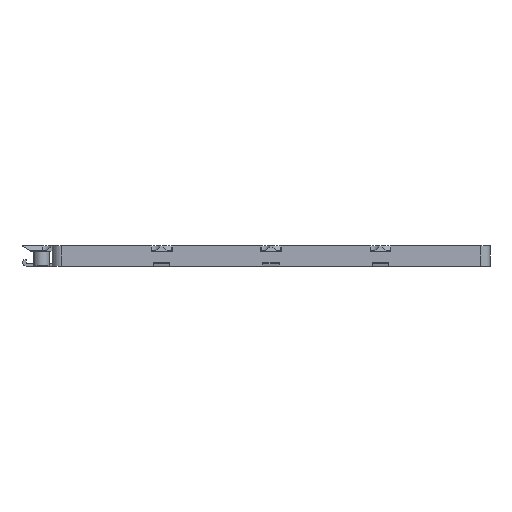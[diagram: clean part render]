
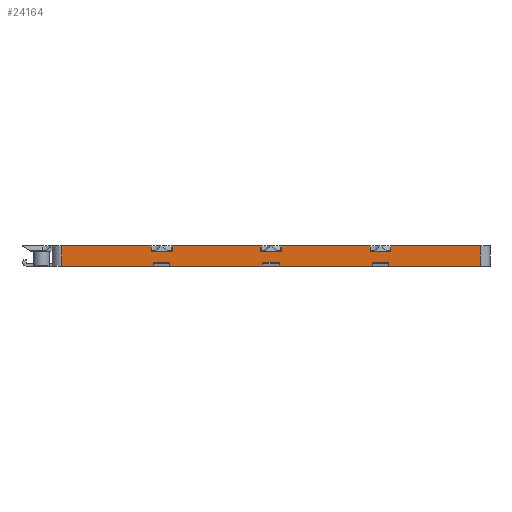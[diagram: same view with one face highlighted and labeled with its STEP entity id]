
A CAD part, left-side view. The second image highlights one B-rep face of the part: STEP entity #24164.
In plain terms, the highlighted planar face has unit normal (-1, 0, 0).
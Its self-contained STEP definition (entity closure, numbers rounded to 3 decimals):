
#700=FACE_OUTER_BOUND('',#2065,.T.);
#2065=EDGE_LOOP('',(#17033,#17034,#17035,#17036,#17037,#17038,#17039,#17040,
#17041,#17042,#17043,#17044,#17045,#17046,#17047,#17048,#17049,#17050,#17051,
#17052,#17053,#17054,#17055,#17056,#17057,#17058,#17059,#17060));
#3560=LINE('',#35152,#6342);
#3564=LINE('',#35160,#6346);
#3568=LINE('',#35168,#6350);
#3571=LINE('',#35173,#6353);
#3805=LINE('',#35769,#6587);
#3943=LINE('',#36066,#6725);
#3957=LINE('',#36099,#6739);
#3964=LINE('',#36114,#6746);
#3965=LINE('',#36117,#6747);
#3978=LINE('',#36146,#6760);
#3985=LINE('',#36161,#6767);
#3986=LINE('',#36164,#6768);
#3997=LINE('',#36185,#6779);
#3999=LINE('',#36190,#6781);
#4003=LINE('',#36197,#6785);
#4011=LINE('',#36213,#6793);
#4013=LINE('',#36218,#6795);
#4017=LINE('',#36225,#6799);
#4024=LINE('',#36238,#6806);
#4026=LINE('',#36243,#6808);
#4036=LINE('',#36267,#6818);
#4043=LINE('',#36282,#6825);
#4044=LINE('',#36284,#6826);
#4077=LINE('',#36355,#6859);
#4080=LINE('',#36359,#6862);
#4124=LINE('',#36482,#6906);
#4172=LINE('',#36668,#6954);
#4173=LINE('',#36669,#6955);
#6342=VECTOR('',#27895,10.);
#6346=VECTOR('',#27899,10.);
#6350=VECTOR('',#27903,10.);
#6353=VECTOR('',#27906,10.);
#6587=VECTOR('',#28288,10.);
#6725=VECTOR('',#28534,10.);
#6739=VECTOR('',#28558,10.);
#6746=VECTOR('',#28569,10.);
#6747=VECTOR('',#28572,10.);
#6760=VECTOR('',#28591,10.);
#6767=VECTOR('',#28602,10.);
#6768=VECTOR('',#28605,10.);
#6779=VECTOR('',#28620,10.);
#6781=VECTOR('',#28626,10.);
#6785=VECTOR('',#28634,10.);
#6793=VECTOR('',#28646,10.);
#6795=VECTOR('',#28652,10.);
#6799=VECTOR('',#28660,10.);
#6806=VECTOR('',#28671,10.);
#6808=VECTOR('',#28679,10.);
#6818=VECTOR('',#28695,10.);
#6825=VECTOR('',#28706,10.);
#6826=VECTOR('',#28709,10.);
#6859=VECTOR('',#28772,10.);
#6862=VECTOR('',#28777,10.);
#6906=VECTOR('',#28859,10.);
#6954=VECTOR('',#29005,10.);
#6955=VECTOR('',#29006,10.);
#9961=VERTEX_POINT('',#35149);
#9962=VERTEX_POINT('',#35151);
#9965=VERTEX_POINT('',#35157);
#9966=VERTEX_POINT('',#35159);
#9969=VERTEX_POINT('',#35165);
#9970=VERTEX_POINT('',#35167);
#9971=VERTEX_POINT('',#35170);
#9972=VERTEX_POINT('',#35172);
#10260=VERTEX_POINT('',#35768);
#10364=VERTEX_POINT('',#36063);
#10365=VERTEX_POINT('',#36065);
#10378=VERTEX_POINT('',#36096);
#10379=VERTEX_POINT('',#36098);
#10385=VERTEX_POINT('',#36112);
#10386=VERTEX_POINT('',#36116);
#10398=VERTEX_POINT('',#36143);
#10399=VERTEX_POINT('',#36145);
#10405=VERTEX_POINT('',#36159);
#10406=VERTEX_POINT('',#36163);
#10414=VERTEX_POINT('',#36183);
#10415=VERTEX_POINT('',#36189);
#10422=VERTEX_POINT('',#36211);
#10423=VERTEX_POINT('',#36217);
#10428=VERTEX_POINT('',#36236);
#10438=VERTEX_POINT('',#36264);
#10439=VERTEX_POINT('',#36266);
#10445=VERTEX_POINT('',#36280);
#10528=VERTEX_POINT('',#36480);
#12309=EDGE_CURVE('',#9961,#9962,#3560,.T.);
#12313=EDGE_CURVE('',#9965,#9966,#3564,.T.);
#12317=EDGE_CURVE('',#9969,#9970,#3568,.T.);
#12320=EDGE_CURVE('',#9971,#9972,#3571,.T.);
#12621=EDGE_CURVE('',#10260,#9962,#3805,.T.);
#12769=EDGE_CURVE('',#10365,#10364,#3943,.T.);
#12785=EDGE_CURVE('',#10379,#10378,#3957,.F.);
#12793=EDGE_CURVE('',#10378,#10385,#3964,.F.);
#12794=EDGE_CURVE('',#10386,#10379,#3965,.T.);
#12808=EDGE_CURVE('',#10399,#10398,#3978,.F.);
#12816=EDGE_CURVE('',#10398,#10405,#3985,.F.);
#12817=EDGE_CURVE('',#10406,#10399,#3986,.T.);
#12828=EDGE_CURVE('',#9971,#10414,#3997,.T.);
#12830=EDGE_CURVE('',#10415,#9970,#3999,.T.);
#12834=EDGE_CURVE('',#10414,#10415,#4003,.T.);
#12842=EDGE_CURVE('',#9969,#10422,#4011,.T.);
#12844=EDGE_CURVE('',#10423,#9966,#4013,.T.);
#12848=EDGE_CURVE('',#10422,#10423,#4017,.T.);
#12855=EDGE_CURVE('',#9965,#10428,#4024,.T.);
#12857=EDGE_CURVE('',#10428,#10260,#4026,.T.);
#12868=EDGE_CURVE('',#10439,#10438,#4036,.F.);
#12876=EDGE_CURVE('',#10438,#10445,#4043,.F.);
#12877=EDGE_CURVE('',#10364,#10439,#4044,.T.);
#12913=EDGE_CURVE('',#10445,#10406,#4077,.T.);
#12916=EDGE_CURVE('',#10405,#10386,#4080,.T.);
#12978=EDGE_CURVE('',#10385,#10528,#4124,.T.);
#13074=EDGE_CURVE('',#9961,#10365,#4172,.T.);
#13075=EDGE_CURVE('',#9972,#10528,#4173,.T.);
#17033=ORIENTED_EDGE('',*,*,#12828,.T.);
#17034=ORIENTED_EDGE('',*,*,#12834,.T.);
#17035=ORIENTED_EDGE('',*,*,#12830,.T.);
#17036=ORIENTED_EDGE('',*,*,#12317,.F.);
#17037=ORIENTED_EDGE('',*,*,#12842,.T.);
#17038=ORIENTED_EDGE('',*,*,#12848,.T.);
#17039=ORIENTED_EDGE('',*,*,#12844,.T.);
#17040=ORIENTED_EDGE('',*,*,#12313,.F.);
#17041=ORIENTED_EDGE('',*,*,#12855,.T.);
#17042=ORIENTED_EDGE('',*,*,#12857,.T.);
#17043=ORIENTED_EDGE('',*,*,#12621,.T.);
#17044=ORIENTED_EDGE('',*,*,#12309,.F.);
#17045=ORIENTED_EDGE('',*,*,#13074,.T.);
#17046=ORIENTED_EDGE('',*,*,#12769,.T.);
#17047=ORIENTED_EDGE('',*,*,#12877,.T.);
#17048=ORIENTED_EDGE('',*,*,#12868,.T.);
#17049=ORIENTED_EDGE('',*,*,#12876,.T.);
#17050=ORIENTED_EDGE('',*,*,#12913,.T.);
#17051=ORIENTED_EDGE('',*,*,#12817,.T.);
#17052=ORIENTED_EDGE('',*,*,#12808,.T.);
#17053=ORIENTED_EDGE('',*,*,#12816,.T.);
#17054=ORIENTED_EDGE('',*,*,#12916,.T.);
#17055=ORIENTED_EDGE('',*,*,#12794,.T.);
#17056=ORIENTED_EDGE('',*,*,#12785,.T.);
#17057=ORIENTED_EDGE('',*,*,#12793,.T.);
#17058=ORIENTED_EDGE('',*,*,#12978,.T.);
#17059=ORIENTED_EDGE('',*,*,#13075,.F.);
#17060=ORIENTED_EDGE('',*,*,#12320,.F.);
#23175=PLANE('',#25697);
#24164=ADVANCED_FACE('',(#700),#23175,.T.);
#25697=AXIS2_PLACEMENT_3D('',#36667,#29003,#29004);
#27895=DIRECTION('',(0.,1.,0.));
#27899=DIRECTION('',(0.,1.,0.));
#27903=DIRECTION('',(0.,1.,0.));
#27906=DIRECTION('',(0.,1.,0.));
#28288=DIRECTION('',(0.,0.,-1.));
#28534=DIRECTION('',(0.,1.,0.));
#28558=DIRECTION('',(0.,-1.,0.));
#28569=DIRECTION('',(0.,0.,-1.));
#28572=DIRECTION('',(0.,0.,-1.));
#28591=DIRECTION('',(0.,-1.,0.));
#28602=DIRECTION('',(0.,0.,-1.));
#28605=DIRECTION('',(0.,0.,-1.));
#28620=DIRECTION('',(0.,0.,1.));
#28626=DIRECTION('',(0.,0.,-1.));
#28634=DIRECTION('',(0.,-1.,0.));
#28646=DIRECTION('',(0.,0.,1.));
#28652=DIRECTION('',(0.,0.,-1.));
#28660=DIRECTION('',(0.,-1.,0.));
#28671=DIRECTION('',(0.,0.,1.));
#28679=DIRECTION('',(0.,-1.,0.));
#28695=DIRECTION('',(0.,-1.,0.));
#28706=DIRECTION('',(0.,0.,-1.));
#28709=DIRECTION('',(0.,0.,-1.));
#28772=DIRECTION('',(0.,1.,0.));
#28777=DIRECTION('',(0.,1.,0.));
#28859=DIRECTION('',(0.,1.,0.));
#29003=DIRECTION('center_axis',(-1.,0.,0.));
#29004=DIRECTION('ref_axis',(0.,-1.,0.));
#29005=DIRECTION('',(0.,0.,1.));
#29006=DIRECTION('',(0.,0.,1.));
#35149=CARTESIAN_POINT('',(634.428,5.65,-3.171));
#35151=CARTESIAN_POINT('',(634.428,40.7,-3.171));
#35152=CARTESIAN_POINT('',(634.428,169.9,-3.171));
#35157=CARTESIAN_POINT('',(634.428,47.1,-3.171));
#35159=CARTESIAN_POINT('',(634.428,82.7,-3.171));
#35160=CARTESIAN_POINT('',(634.428,169.9,-3.171));
#35165=CARTESIAN_POINT('',(634.428,89.1,-3.171));
#35167=CARTESIAN_POINT('',(634.428,124.7,-3.171));
#35168=CARTESIAN_POINT('',(634.428,169.9,-3.171));
#35170=CARTESIAN_POINT('',(634.428,131.1,-3.171));
#35172=CARTESIAN_POINT('',(634.428,166.15,-3.171));
#35173=CARTESIAN_POINT('',(634.428,169.9,-3.171));
#35768=CARTESIAN_POINT('',(634.428,40.7,-1.821));
#35769=CARTESIAN_POINT('',(634.428,40.7,-1.471));
#36063=CARTESIAN_POINT('',(634.428,39.9,4.629));
#36065=CARTESIAN_POINT('',(634.428,5.65,4.629));
#36066=CARTESIAN_POINT('',(634.428,127.9,4.629));
#36096=CARTESIAN_POINT('',(634.428,131.9,2.379));
#36098=CARTESIAN_POINT('',(634.428,123.9,2.379));
#36099=CARTESIAN_POINT('',(634.428,169.9,2.379));
#36112=CARTESIAN_POINT('',(634.428,131.9,4.629));
#36114=CARTESIAN_POINT('',(634.428,131.9,1.477));
#36116=CARTESIAN_POINT('',(634.428,123.9,4.629));
#36117=CARTESIAN_POINT('',(634.428,123.9,1.477));
#36143=CARTESIAN_POINT('',(634.428,89.9,2.379));
#36145=CARTESIAN_POINT('',(634.428,81.9,2.379));
#36146=CARTESIAN_POINT('',(634.428,148.9,2.379));
#36159=CARTESIAN_POINT('',(634.428,89.9,4.629));
#36161=CARTESIAN_POINT('',(634.428,89.9,1.477));
#36163=CARTESIAN_POINT('',(634.428,81.9,4.629));
#36164=CARTESIAN_POINT('',(634.428,81.9,1.477));
#36183=CARTESIAN_POINT('',(634.428,131.1,-1.821));
#36185=CARTESIAN_POINT('',(634.428,131.1,-1.471));
#36189=CARTESIAN_POINT('',(634.428,124.7,-1.821));
#36190=CARTESIAN_POINT('',(634.428,124.7,-1.471));
#36197=CARTESIAN_POINT('',(634.428,148.9,-1.821));
#36211=CARTESIAN_POINT('',(634.428,89.1,-1.821));
#36213=CARTESIAN_POINT('',(634.428,89.1,-1.471));
#36217=CARTESIAN_POINT('',(634.428,82.7,-1.821));
#36218=CARTESIAN_POINT('',(634.428,82.7,-1.471));
#36225=CARTESIAN_POINT('',(634.428,127.9,-1.821));
#36236=CARTESIAN_POINT('',(634.428,47.1,-1.821));
#36238=CARTESIAN_POINT('',(634.428,47.1,-1.471));
#36243=CARTESIAN_POINT('',(634.428,106.9,-1.821));
#36264=CARTESIAN_POINT('',(634.428,47.9,2.379));
#36266=CARTESIAN_POINT('',(634.428,39.9,2.379));
#36267=CARTESIAN_POINT('',(634.428,127.9,2.379));
#36280=CARTESIAN_POINT('',(634.428,47.9,4.629));
#36282=CARTESIAN_POINT('',(634.428,47.9,1.477));
#36284=CARTESIAN_POINT('',(634.428,39.9,1.477));
#36355=CARTESIAN_POINT('',(634.428,127.9,4.629));
#36359=CARTESIAN_POINT('',(634.428,127.9,4.629));
#36480=CARTESIAN_POINT('',(634.428,166.15,4.629));
#36482=CARTESIAN_POINT('',(634.428,127.9,4.629));
#36667=CARTESIAN_POINT('Origin',(634.428,169.9,0.229));
#36668=CARTESIAN_POINT('',(634.428,5.65,4.875));
#36669=CARTESIAN_POINT('',(634.428,166.15,4.875));
